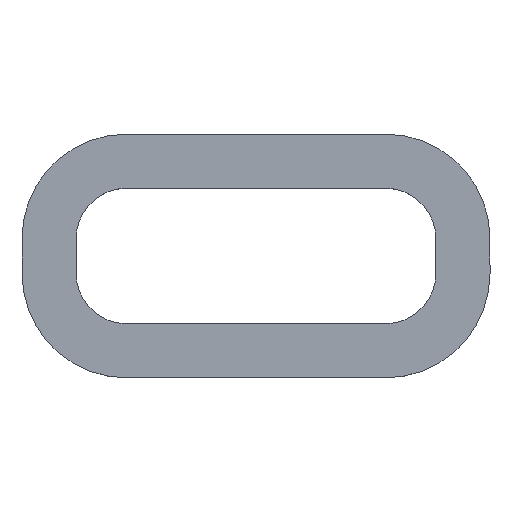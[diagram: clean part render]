
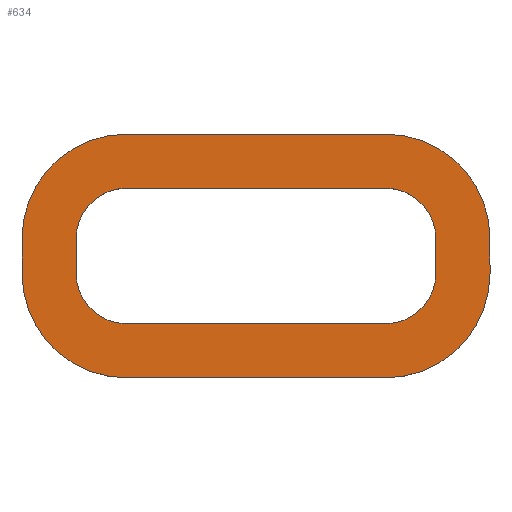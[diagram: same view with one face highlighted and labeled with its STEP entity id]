
A CAD part, top view. The second image highlights one B-rep face of the part: STEP entity #634.
In plain terms, the highlighted planar face has unit normal (0, 0, 1).
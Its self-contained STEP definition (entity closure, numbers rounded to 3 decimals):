
#2 = VERTEX_POINT ( 'NONE', #173 ) ;
#7 = VERTEX_POINT ( 'NONE', #418 ) ;
#9 = VECTOR ( 'NONE', #589, 1000. ) ;
#14 = LINE ( 'NONE', #329, #276 ) ;
#17 = DIRECTION ( 'NONE',  ( -1., 0., 0. ) ) ;
#48 = CIRCLE ( 'NONE', #437, 1.3 ) ;
#52 = LINE ( 'NONE', #95, #607 ) ;
#56 = EDGE_CURVE ( 'NONE', #7, #503, #339, .T. ) ;
#60 = LINE ( 'NONE', #265, #603 ) ;
#61 = ORIENTED_EDGE ( 'NONE', *, *, #288, .T. ) ;
#62 = DIRECTION ( 'NONE',  ( 0., 0., 1. ) ) ;
#81 = CARTESIAN_POINT ( 'NONE',  ( 0., 4.9, 1.1 ) ) ;
#84 = CARTESIAN_POINT ( 'NONE',  ( 9.4, 2.2, 1.1 ) ) ;
#87 = CARTESIAN_POINT ( 'NONE',  ( -2.7, 2.2, 1.1 ) ) ;
#89 = DIRECTION ( 'NONE',  ( 1., 0., 0. ) ) ;
#90 = VECTOR ( 'NONE', #391, 1000. ) ;
#95 = CARTESIAN_POINT ( 'NONE',  ( 8., 2.2, 1.1 ) ) ;
#96 = ORIENTED_EDGE ( 'NONE', *, *, #191, .F. ) ;
#99 = DIRECTION ( 'NONE',  ( 1., 0., 0. ) ) ;
#100 = ORIENTED_EDGE ( 'NONE', *, *, #514, .T. ) ;
#105 = EDGE_CURVE ( 'NONE', #495, #230, #615, .T. ) ;
#109 = VERTEX_POINT ( 'NONE', #224 ) ;
#111 = CIRCLE ( 'NONE', #629, 2.7 ) ;
#113 = ORIENTED_EDGE ( 'NONE', *, *, #142, .F. ) ;
#114 = CARTESIAN_POINT ( 'NONE',  ( 0., 4.9, 1.1 ) ) ;
#117 = VERTEX_POINT ( 'NONE', #522 ) ;
#122 = VECTOR ( 'NONE', #231, 1000. ) ;
#131 = FACE_BOUND ( 'NONE', #400, .T. ) ;
#135 = LINE ( 'NONE', #189, #9 ) ;
#137 = DIRECTION ( 'NONE',  ( 0., 1., 0. ) ) ;
#142 = EDGE_CURVE ( 'NONE', #310, #273, #177, .T. ) ;
#143 = CIRCLE ( 'NONE', #243, 2.7 ) ;
#148 = AXIS2_PLACEMENT_3D ( 'NONE', #239, #588, #487 ) ;
#149 = ORIENTED_EDGE ( 'NONE', *, *, #524, .T. ) ;
#160 = CARTESIAN_POINT ( 'NONE',  ( 6.7, 1.3, 1.1 ) ) ;
#161 = ORIENTED_EDGE ( 'NONE', *, *, #105, .T. ) ;
#169 = EDGE_CURVE ( 'NONE', #2, #211, #364, .T. ) ;
#173 = CARTESIAN_POINT ( 'NONE',  ( 9.4, 1.3, 1.1 ) ) ;
#177 = CIRCLE ( 'NONE', #586, 1.3 ) ;
#189 = CARTESIAN_POINT ( 'NONE',  ( -1.3, 2.2, 1.1 ) ) ;
#191 = EDGE_CURVE ( 'NONE', #360, #402, #135, .T. ) ;
#192 = DIRECTION ( 'NONE',  ( 0., 0., 1. ) ) ;
#196 = ORIENTED_EDGE ( 'NONE', *, *, #398, .F. ) ;
#203 = AXIS2_PLACEMENT_3D ( 'NONE', #373, #511, #314 ) ;
#211 = VERTEX_POINT ( 'NONE', #384 ) ;
#219 = DIRECTION ( 'NONE',  ( 0., 0., 1. ) ) ;
#224 = CARTESIAN_POINT ( 'NONE',  ( -2.7, 1.3, 1.1 ) ) ;
#225 = DIRECTION ( 'NONE',  ( 1., 0., 0. ) ) ;
#229 = EDGE_CURVE ( 'NONE', #618, #109, #585, .T. ) ;
#230 = VERTEX_POINT ( 'NONE', #81 ) ;
#231 = DIRECTION ( 'NONE',  ( -1., 0., 0. ) ) ;
#235 = CARTESIAN_POINT ( 'NONE',  ( -2.7, 2.2, 1.1 ) ) ;
#239 = CARTESIAN_POINT ( 'NONE',  ( 0., 2.2, 1.1 ) ) ;
#241 = AXIS2_PLACEMENT_3D ( 'NONE', #160, #612, #410 ) ;
#243 = AXIS2_PLACEMENT_3D ( 'NONE', #287, #443, #338 ) ;
#256 = DIRECTION ( 'NONE',  ( 0., 1., 0. ) ) ;
#259 = ORIENTED_EDGE ( 'NONE', *, *, #447, .T. ) ;
#264 = EDGE_CURVE ( 'NONE', #109, #576, #143, .T. ) ;
#265 = CARTESIAN_POINT ( 'NONE',  ( 0., 0., 1.1 ) ) ;
#273 = VERTEX_POINT ( 'NONE', #536 ) ;
#276 = VECTOR ( 'NONE', #225, 1000. ) ;
#278 = ORIENTED_EDGE ( 'NONE', *, *, #352, .F. ) ;
#280 = CARTESIAN_POINT ( 'NONE',  ( 0., 3.5, 1.1 ) ) ;
#287 = CARTESIAN_POINT ( 'NONE',  ( 0., 1.3, 1.1 ) ) ;
#288 = EDGE_CURVE ( 'NONE', #230, #618, #111, .T. ) ;
#289 = LINE ( 'NONE', #280, #455 ) ;
#295 = VECTOR ( 'NONE', #137, 1000. ) ;
#310 = VERTEX_POINT ( 'NONE', #445 ) ;
#314 = DIRECTION ( 'NONE',  ( -1., 0., 0. ) ) ;
#315 = ORIENTED_EDGE ( 'NONE', *, *, #56, .F. ) ;
#321 = ORIENTED_EDGE ( 'NONE', *, *, #484, .F. ) ;
#327 = AXIS2_PLACEMENT_3D ( 'NONE', #356, #192, #99 ) ;
#329 = CARTESIAN_POINT ( 'NONE',  ( 0., -1.4, 1.1 ) ) ;
#331 = CARTESIAN_POINT ( 'NONE',  ( 6.7, 1.3, 1.1 ) ) ;
#338 = DIRECTION ( 'NONE',  ( -1., 0., 0. ) ) ;
#339 = CIRCLE ( 'NONE', #577, 1.3 ) ;
#352 = EDGE_CURVE ( 'NONE', #402, #621, #406, .T. ) ;
#354 = CARTESIAN_POINT ( 'NONE',  ( -1.3, 2.2, 1.1 ) ) ;
#356 = CARTESIAN_POINT ( 'NONE',  ( 0., 1.3, 1.1 ) ) ;
#360 = VERTEX_POINT ( 'NONE', #354 ) ;
#364 = LINE ( 'NONE', #84, #295 ) ;
#371 = DIRECTION ( 'NONE',  ( -1., 0., 0. ) ) ;
#373 = CARTESIAN_POINT ( 'NONE',  ( 6.7, 2.2, 1.1 ) ) ;
#384 = CARTESIAN_POINT ( 'NONE',  ( 9.4, 2.2, 1.1 ) ) ;
#391 = DIRECTION ( 'NONE',  ( 0., -1., 0. ) ) ;
#398 = EDGE_CURVE ( 'NONE', #503, #310, #52, .T. ) ;
#400 = EDGE_LOOP ( 'NONE', ( #508, #113, #196, #315, #631, #278, #96, #321 ) ) ;
#402 = VERTEX_POINT ( 'NONE', #451 ) ;
#406 = CIRCLE ( 'NONE', #327, 1.3 ) ;
#410 = DIRECTION ( 'NONE',  ( 1., 0., 0. ) ) ;
#418 = CARTESIAN_POINT ( 'NONE',  ( 6.7, 0., 1.1 ) ) ;
#419 = CARTESIAN_POINT ( 'NONE',  ( 6.7, 4.9, 1.1 ) ) ;
#433 = DIRECTION ( 'NONE',  ( 0., 0., 1. ) ) ;
#437 = AXIS2_PLACEMENT_3D ( 'NONE', #465, #468, #17 ) ;
#443 = DIRECTION ( 'NONE',  ( 0., 0., 1. ) ) ;
#445 = CARTESIAN_POINT ( 'NONE',  ( 8., 2.2, 1.1 ) ) ;
#447 = EDGE_CURVE ( 'NONE', #576, #117, #14, .T. ) ;
#451 = CARTESIAN_POINT ( 'NONE',  ( -1.3, 1.3, 1.1 ) ) ;
#455 = VECTOR ( 'NONE', #483, 1000. ) ;
#458 = EDGE_LOOP ( 'NONE', ( #61, #648, #479, #259, #149, #625, #100, #161 ) ) ;
#465 = CARTESIAN_POINT ( 'NONE',  ( 0., 2.2, 1.1 ) ) ;
#467 = DIRECTION ( 'NONE',  ( -1., 0., 0. ) ) ;
#468 = DIRECTION ( 'NONE',  ( 0., 0., 1. ) ) ;
#471 = CARTESIAN_POINT ( 'NONE',  ( 0., -1.4, 1.1 ) ) ;
#479 = ORIENTED_EDGE ( 'NONE', *, *, #264, .T. ) ;
#482 = CARTESIAN_POINT ( 'NONE',  ( 0., 2.2, 1.1 ) ) ;
#483 = DIRECTION ( 'NONE',  ( -1., 0., 0. ) ) ;
#484 = EDGE_CURVE ( 'NONE', #599, #360, #48, .T. ) ;
#487 = DIRECTION ( 'NONE',  ( 1., 0., 0. ) ) ;
#495 = VERTEX_POINT ( 'NONE', #419 ) ;
#503 = VERTEX_POINT ( 'NONE', #610 ) ;
#508 = ORIENTED_EDGE ( 'NONE', *, *, #643, .F. ) ;
#511 = DIRECTION ( 'NONE',  ( 0., 0., 1. ) ) ;
#514 = EDGE_CURVE ( 'NONE', #211, #495, #521, .T. ) ;
#518 = CIRCLE ( 'NONE', #241, 2.7 ) ;
#521 = CIRCLE ( 'NONE', #203, 2.7 ) ;
#522 = CARTESIAN_POINT ( 'NONE',  ( 6.7, -1.4, 1.1 ) ) ;
#524 = EDGE_CURVE ( 'NONE', #117, #2, #518, .T. ) ;
#534 = EDGE_CURVE ( 'NONE', #621, #7, #60, .T. ) ;
#536 = CARTESIAN_POINT ( 'NONE',  ( 6.7, 3.5, 1.1 ) ) ;
#561 = CARTESIAN_POINT ( 'NONE',  ( 6.7, 2.2, 1.1 ) ) ;
#575 = CARTESIAN_POINT ( 'NONE',  ( 0., 3.5, 1.1 ) ) ;
#576 = VERTEX_POINT ( 'NONE', #471 ) ;
#577 = AXIS2_PLACEMENT_3D ( 'NONE', #331, #219, #371 ) ;
#581 = CARTESIAN_POINT ( 'NONE',  ( 0., 0., 1.1 ) ) ;
#585 = LINE ( 'NONE', #235, #90 ) ;
#586 = AXIS2_PLACEMENT_3D ( 'NONE', #561, #62, #467 ) ;
#588 = DIRECTION ( 'NONE',  ( 0., 0., 1. ) ) ;
#589 = DIRECTION ( 'NONE',  ( 0., -1., 0. ) ) ;
#591 = PLANE ( 'NONE',  #148 ) ;
#599 = VERTEX_POINT ( 'NONE', #575 ) ;
#603 = VECTOR ( 'NONE', #620, 1000. ) ;
#607 = VECTOR ( 'NONE', #256, 1000. ) ;
#610 = CARTESIAN_POINT ( 'NONE',  ( 8., 1.3, 1.1 ) ) ;
#612 = DIRECTION ( 'NONE',  ( 0., 0., 1. ) ) ;
#615 = LINE ( 'NONE', #114, #122 ) ;
#618 = VERTEX_POINT ( 'NONE', #87 ) ;
#620 = DIRECTION ( 'NONE',  ( 1., 0., 0. ) ) ;
#621 = VERTEX_POINT ( 'NONE', #581 ) ;
#625 = ORIENTED_EDGE ( 'NONE', *, *, #169, .T. ) ;
#629 = AXIS2_PLACEMENT_3D ( 'NONE', #482, #433, #89 ) ;
#631 = ORIENTED_EDGE ( 'NONE', *, *, #534, .F. ) ;
#634 = ADVANCED_FACE ( 'NONE', ( #635, #131 ), #591, .T. ) ;
#635 = FACE_OUTER_BOUND ( 'NONE', #458, .T. ) ;
#643 = EDGE_CURVE ( 'NONE', #273, #599, #289, .T. ) ;
#648 = ORIENTED_EDGE ( 'NONE', *, *, #229, .T. ) ;
